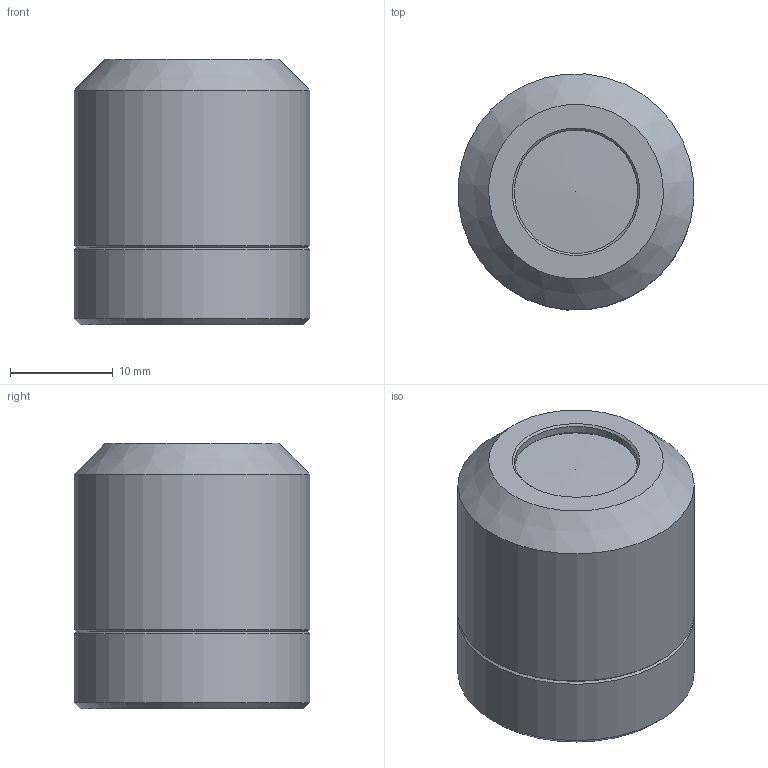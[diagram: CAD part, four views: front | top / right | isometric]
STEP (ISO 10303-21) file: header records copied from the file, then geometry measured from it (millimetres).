
FILE_DESCRIPTION(/* description */ (''),/* implementation_level */ '2;1');
FILE_NAME(/* name */ 'FFL3022_asm.stp',/* time_stamp */ '2020-04-26T10:44:53+08:00',/* author */ (''),/* organization */ (''),/* preprocessor_version */ 'ST-DEVELOPER v16',/* originating_system */ 'SIEMENS PLM Software NX 10.0',/* authorisation */ '');
FILE_SCHEMA (('AUTOMOTIVE_DESIGN { 1 0 10303 214 3 1 1 1 }'));
Length unit declared in the file: millimetre
Products named in the file (1): Admi317CE200diwf
Bounding box: 22.93 x 22.93 x 25.85 mm (x, y, z)
Volume: 6473.6 mm3; surface area: 7342.7 mm2
Topology: 6 solids, 6 shells, 90 faces, 193 edges, 124 vertices
Faces by surface type: cone 33, plane 27, cylinder 24, sphere 6
Full cylindrical faces by diameter (mm): 12 x1, 13.2 x1, 13.6 x1, 13.9 x1, 15 x2, 15.2 x1, 16.1 x1, 16.9 x1, 17.8 x2, 19.4 x1, 19.7 x1, 19.9 x1, 20 x1, 20.2 x1, 20.5 x1, 20.7 x1, 20.8 x2, 23 x2
Entity records: 2002 total; most frequent: DIRECTION 378, CARTESIAN_POINT 299, ORIENTED_EDGE 220, AXIS2_PLACEMENT_3D 177, EDGE_LOOP 162, FACE_BOUND 144, EDGE_CURVE 110, VERTEX_POINT 98
